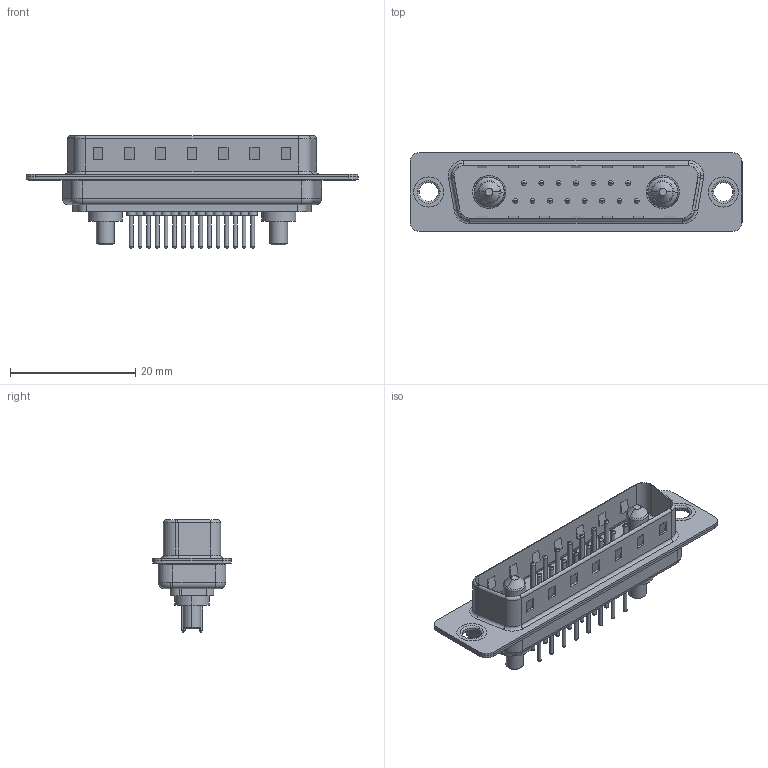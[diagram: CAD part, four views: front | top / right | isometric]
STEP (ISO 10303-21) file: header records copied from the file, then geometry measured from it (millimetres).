
FILE_DESCRIPTION (( 'STEP AP203' ), '1' );
FILE_NAME ('627-17W2624-2N1.STEP', '2019-05-27T22:22:06', ( '' ), ( '' ), 'SwSTEP 2.0', 'SolidWorks 2016', '' );
FILE_SCHEMA (( 'CONFIG_CONTROL_DESIGN' ));
Length unit declared in the file: millimetre
Products named in the file (8): 627Combo Shell Front_25 Contacts; Power Pin_20A S; 627Combo Contact Row 2_24; 627-17W2624-2N1; 627Combo Contact Row 1_24; 627Combo Housing_17W2; 627Combo Thru Hole Rivet; 627Combo Shell Rear_25 Contacts
Assembly tree (22 placements, depth 2):
  627-17W2624-2N1
    627Combo Housing_17W2
    627Combo Shell Rear_25 Contacts
    627Combo Shell Front_25 Contacts
    627Combo Thru Hole Rivet  x2
    Power Pin_20A S  x2
    627Combo Contact Row 1_24  x7
    627Combo Contact Row 2_24  x8
Bounding box: 53 x 12.6 x 17.9 mm (x, y, z)
Volume: 2778.2 mm3; surface area: 6642.9 mm2
Topology: 24 solids, 24 shells, 985 faces, 2155 edges, 1310 vertices
Faces by surface type: cylinder 369, torus 302, plane 296, cone 14, bspline 4
Entity records: 17570 total; most frequent: DIRECTION 3072, CARTESIAN_POINT 2827, ORIENTED_EDGE 2624, EDGE_CURVE 1312, AXIS2_PLACEMENT_3D 1203, VERTEX_POINT 826, EDGE_LOOP 680, VECTOR 666
